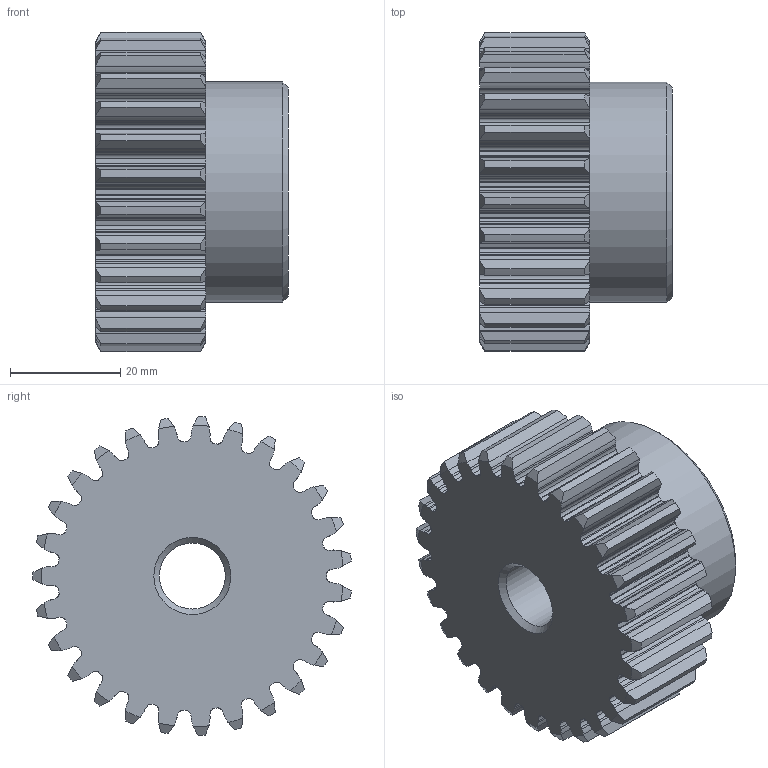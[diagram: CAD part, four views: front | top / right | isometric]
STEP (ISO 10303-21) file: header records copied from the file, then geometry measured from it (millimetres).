
FILE_DESCRIPTION(/* description */ ('Alibre Inc.'),/* implementation_level */ '2;1');
FILE_NAME(/* name */ 'export-30ACFA2E-4F4F-4118-A0A8-E2AC25B72BCC',/* time_stamp */ '2024-06-25T20:05:09+02:00',/* author */ (''),/* organization */ (''),/* preprocessor_version */ 'ST-DEVELOPER v17',/* originating_system */ 'Alibre',/* authorisation */ '');
FILE_SCHEMA (('AUTOMOTIVE_DESIGN'));
Length unit declared in the file: millimetre
Products named in the file (1): 401020027
Bounding box: 35 x 57.87 x 57.96 mm (x, y, z)
Volume: 59585.3 mm3; surface area: 13968.1 mm2
Topology: 1 solids, 1 shells, 456 faces, 1360 edges, 907 vertices
Faces by surface type: cylinder 396, cone 57, plane 3
Full cylindrical faces by diameter (mm): 12 x1, 40 x1
Entity records: 15789 total; most frequent: CARTESIAN_POINT 3011, DIRECTION 2942, ORIENTED_EDGE 2720, EDGE_CURVE 1360, AXIS2_PLACEMENT_3D 1273, VERTEX_POINT 907, CIRCLE 817, EDGE_LOOP 459
